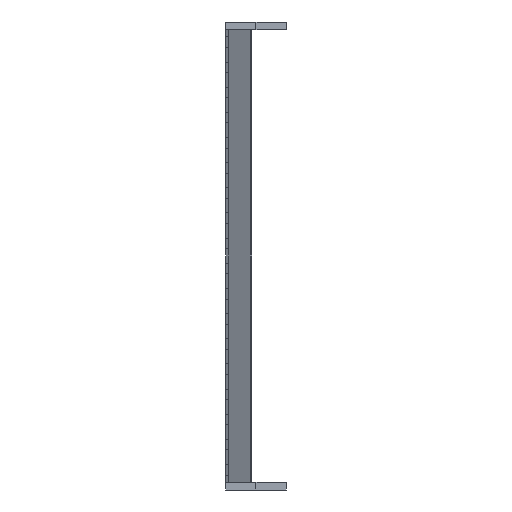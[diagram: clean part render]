
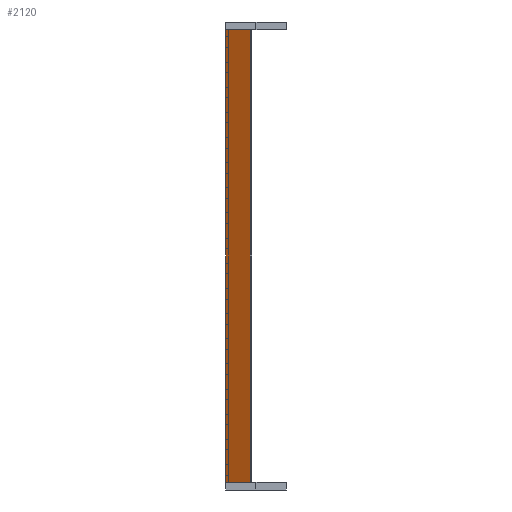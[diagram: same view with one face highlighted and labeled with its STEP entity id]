
A CAD part, left-side view. The second image highlights one B-rep face of the part: STEP entity #2120.
In plain terms, the highlighted planar face has unit normal (-0.866, 0.5, 0).
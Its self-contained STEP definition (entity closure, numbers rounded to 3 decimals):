
#71 = ORIENTED_EDGE ( 'NONE', *, *, #9238, .T. ) ;
#161 = VECTOR ( 'NONE', #2901, 1000. ) ;
#548 = CARTESIAN_POINT ( 'NONE',  ( -27.496, -14.101, -300. ) ) ;
#1038 = LINE ( 'NONE', #11378, #161 ) ;
#1226 = ORIENTED_EDGE ( 'NONE', *, *, #7289, .F. ) ;
#1266 = CARTESIAN_POINT ( 'NONE',  ( -19.355, 0., 0. ) ) ;
#1448 = DIRECTION ( 'NONE',  ( 0.5, 0.866, 0. ) ) ;
#1740 = LINE ( 'NONE', #548, #9114 ) ;
#1891 = AXIS2_PLACEMENT_3D ( 'NONE', #2945, #10464, #4842 ) ;
#2020 = PLANE ( 'NONE',  #1891 ) ;
#2026 = CARTESIAN_POINT ( 'NONE',  ( -27.496, -14.101, -300. ) ) ;
#2120 = ADVANCED_FACE ( 'NONE', ( #3849 ), #2020, .F. ) ;
#2262 = ORIENTED_EDGE ( 'NONE', *, *, #10895, .T. ) ;
#2901 = DIRECTION ( 'NONE',  ( 0., 0., 1. ) ) ;
#2945 = CARTESIAN_POINT ( 'NONE',  ( -27.496, -14.101, -300. ) ) ;
#3302 = CARTESIAN_POINT ( 'NONE',  ( -18.2, 2., 0. ) ) ;
#3849 = FACE_OUTER_BOUND ( 'NONE', #5855, .T. ) ;
#4289 = EDGE_CURVE ( 'NONE', #6230, #9181, #1038, .T. ) ;
#4792 = VECTOR ( 'NONE', #1448, 1000. ) ;
#4842 = DIRECTION ( 'NONE',  ( 0., 0., -1. ) ) ;
#5323 = LINE ( 'NONE', #1266, #7826 ) ;
#5469 = VERTEX_POINT ( 'NONE', #7415 ) ;
#5483 = LINE ( 'NONE', #8647, #7993 ) ;
#5855 = EDGE_LOOP ( 'NONE', ( #71, #2262, #12022, #8133, #1226, #9092 ) ) ;
#5907 = CARTESIAN_POINT ( 'NONE',  ( -19.355, 0., -300. ) ) ;
#5945 = DIRECTION ( 'NONE',  ( 0.5, 0.866, 0. ) ) ;
#6230 = VERTEX_POINT ( 'NONE', #2026 ) ;
#7155 = CARTESIAN_POINT ( 'NONE',  ( -27.496, -14.101, 0. ) ) ;
#7227 = VERTEX_POINT ( 'NONE', #3302 ) ;
#7284 = LINE ( 'NONE', #7155, #4792 ) ;
#7289 = EDGE_CURVE ( 'NONE', #6230, #7648, #1740, .T. ) ;
#7415 = CARTESIAN_POINT ( 'NONE',  ( -18.2, 2., -300. ) ) ;
#7648 = VERTEX_POINT ( 'NONE', #5907 ) ;
#7826 = VECTOR ( 'NONE', #5945, 1000. ) ;
#7864 = VECTOR ( 'NONE', #8712, 1000. ) ;
#7993 = VECTOR ( 'NONE', #9592, 1000. ) ;
#8133 = ORIENTED_EDGE ( 'NONE', *, *, #9618, .F. ) ;
#8647 = CARTESIAN_POINT ( 'NONE',  ( -18.2, 2., -300. ) ) ;
#8712 = DIRECTION ( 'NONE',  ( 0.5, 0.866, 0. ) ) ;
#8901 = VERTEX_POINT ( 'NONE', #11557 ) ;
#9092 = ORIENTED_EDGE ( 'NONE', *, *, #4289, .T. ) ;
#9114 = VECTOR ( 'NONE', #11879, 1000. ) ;
#9181 = VERTEX_POINT ( 'NONE', #9856 ) ;
#9238 = EDGE_CURVE ( 'NONE', #9181, #8901, #7284, .T. ) ;
#9592 = DIRECTION ( 'NONE',  ( 0., 0., 1. ) ) ;
#9618 = EDGE_CURVE ( 'NONE', #7648, #5469, #10356, .T. ) ;
#9856 = CARTESIAN_POINT ( 'NONE',  ( -27.496, -14.101, 0. ) ) ;
#10209 = EDGE_CURVE ( 'NONE', #5469, #7227, #5483, .T. ) ;
#10356 = LINE ( 'NONE', #10547, #7864 ) ;
#10464 = DIRECTION ( 'NONE',  ( 0.866, -0.5, 0. ) ) ;
#10547 = CARTESIAN_POINT ( 'NONE',  ( -27.496, -14.101, -300. ) ) ;
#10895 = EDGE_CURVE ( 'NONE', #8901, #7227, #5323, .T. ) ;
#11378 = CARTESIAN_POINT ( 'NONE',  ( -27.496, -14.101, -300. ) ) ;
#11557 = CARTESIAN_POINT ( 'NONE',  ( -19.355, 0., 0. ) ) ;
#11879 = DIRECTION ( 'NONE',  ( 0.5, 0.866, 0. ) ) ;
#12022 = ORIENTED_EDGE ( 'NONE', *, *, #10209, .F. ) ;
